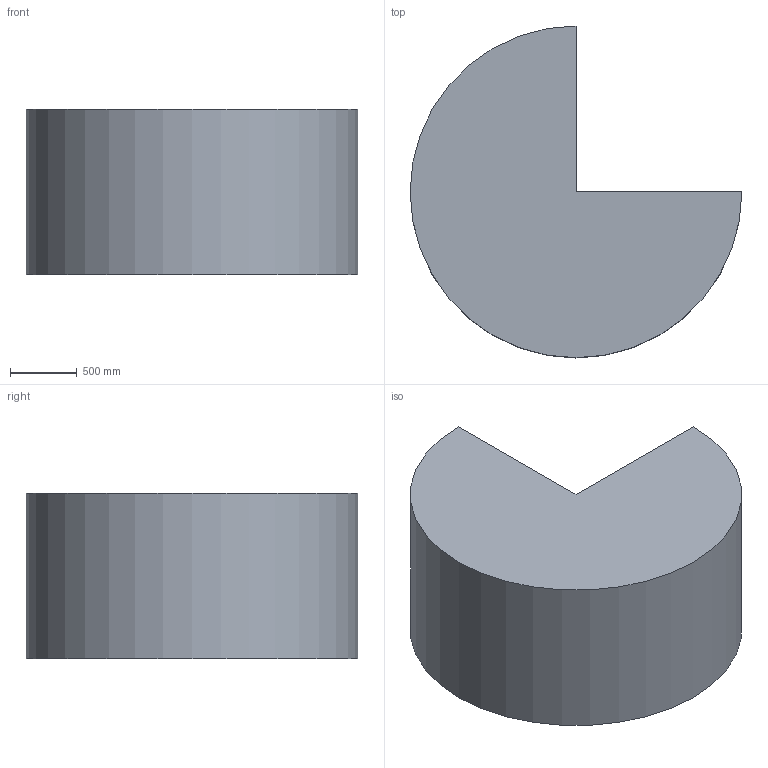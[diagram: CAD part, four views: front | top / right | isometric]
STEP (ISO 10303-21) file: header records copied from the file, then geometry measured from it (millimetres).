
FILE_DESCRIPTION(('Open CASCADE Model'),'2;1');
FILE_NAME('Open CASCADE Shape Model','2021-06-09T00:13:27',('Author'),( 'Open CASCADE'),'Open CASCADE STEP processor 7.5','Open CASCADE 7.5' ,'Unknown');
FILE_SCHEMA(('AUTOMOTIVE_DESIGN { 1 0 10303 214 1 1 1 1 }'));
Length unit declared in the file: millimetre
Products named in the file (5): CQ assembly; 21a385b4-c8af-11eb-820f-7085c2b1c2e1; 21a385b4-c8af-11eb-820f-7085c2b1c2e1_part; 21a4d2ac-c8af-11eb-820f-7085c2b1c2e1; 21a4d2ac-c8af-11eb-820f-7085c2b1c2e1_part
Assembly tree (4 placements, depth 4):
  CQ assembly
    21a385b4-c8af-11eb-820f-7085c2b1c2e1
      21a385b4-c8af-11eb-820f-7085c2b1c2e1_part
      21a4d2ac-c8af-11eb-820f-7085c2b1c2e1
        21a4d2ac-c8af-11eb-820f-7085c2b1c2e1_part
Bounding box: 2480 x 2480 x 1240 mm (x, y, z)
Volume: 4492376963.7 mm3; surface area: 17566738.6 mm2
Topology: 1 solids, 1 shells, 5 faces, 9 edges, 6 vertices
Faces by surface type: plane 4, cylinder 1
Entity records: 333 total; most frequent: DIRECTION 49, CARTESIAN_POINT 43, LINE 23, VECTOR 23, ORIENTED_EDGE 18, PCURVE 18, DEFINITIONAL_REPRESENTATION 18, AXIS2_PLACEMENT_3D 12
